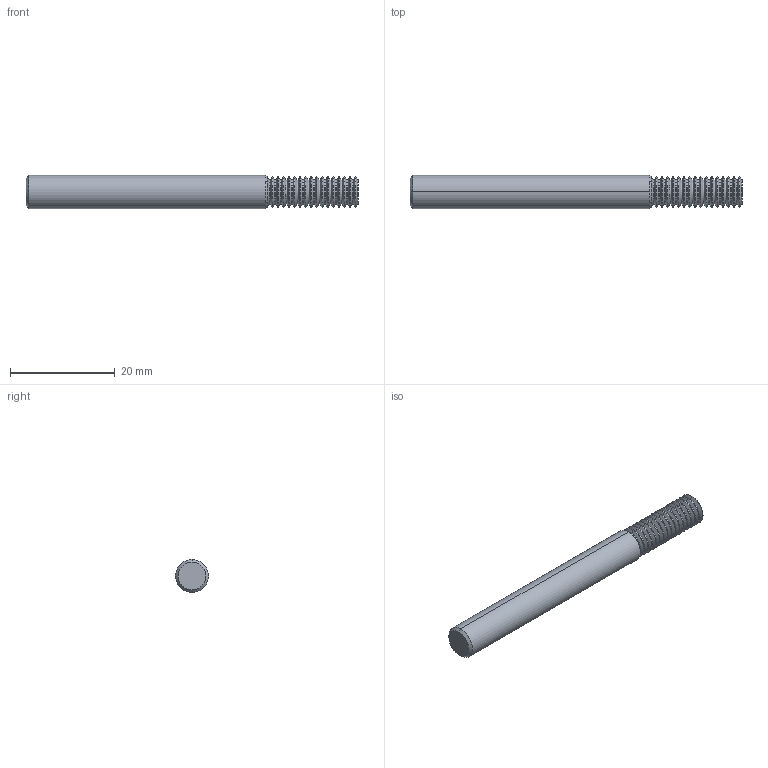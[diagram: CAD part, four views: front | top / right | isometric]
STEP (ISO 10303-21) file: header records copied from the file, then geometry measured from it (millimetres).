
FILE_DESCRIPTION (( 'STEP AP203' ), '1' );
FILE_NAME ('TM235-24.STEP', '2021-09-09T18:34:17', ( '' ), ( '' ), 'SwSTEP 2.0', 'SolidWorks 2020', '' );
FILE_SCHEMA (( 'CONFIG_CONTROL_DESIGN' ));
Length unit declared in the file: inch
Products named in the file (1): TM235-24
Bounding box: 63.5 x 6.34 x 6.34 mm (x, y, z)
Volume: 1831.7 mm3; surface area: 1449.7 mm2
Topology: 1 solids, 1 shells, 142 faces, 282 edges, 142 vertices
Faces by surface type: cylinder 70, cone 70, plane 2
Entity records: 3623 total; most frequent: DIRECTION 710, CARTESIAN_POINT 567, ORIENTED_EDGE 564, AXIS2_PLACEMENT_3D 285, EDGE_CURVE 282, ADVANCED_FACE 142, EDGE_LOOP 142, VERTEX_POINT 142
